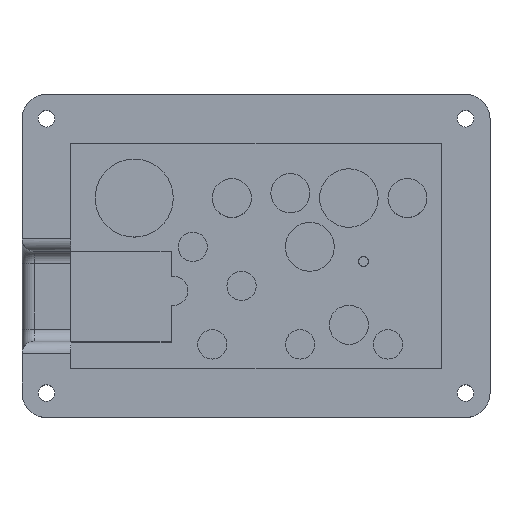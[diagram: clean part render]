
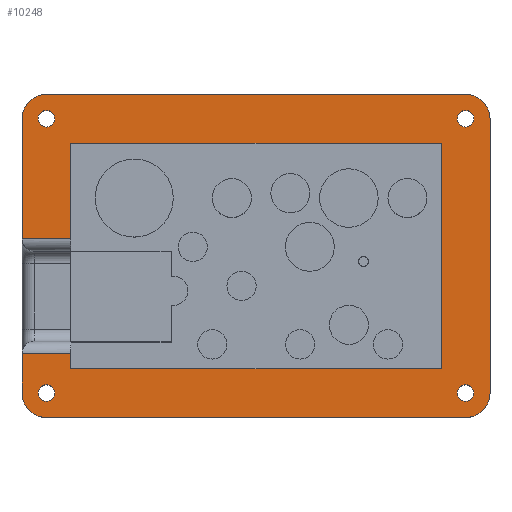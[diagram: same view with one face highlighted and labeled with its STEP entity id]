
A CAD part, top view. The second image highlights one B-rep face of the part: STEP entity #10248.
In plain terms, the highlighted planar face has unit normal (0, 0, 1).
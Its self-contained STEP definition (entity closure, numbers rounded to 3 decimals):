
#1099=FACE_BOUND('',#1980,.T.);
#1100=FACE_BOUND('',#1981,.T.);
#1101=FACE_BOUND('',#1982,.T.);
#1102=FACE_BOUND('',#1983,.T.);
#1147=PLANE('',#10882);
#1375=FACE_OUTER_BOUND('',#1979,.T.);
#1979=EDGE_LOOP('',(#7053,#7054,#7055,#7056,#7057,#7058,#7059,#7060,#7061,
#7062,#7063,#7064,#7065,#7066,#7067,#7068));
#1980=EDGE_LOOP('',(#7069));
#1981=EDGE_LOOP('',(#7070));
#1982=EDGE_LOOP('',(#7071));
#1983=EDGE_LOOP('',(#7072));
#2634=CIRCLE('',#10883,5.);
#2635=CIRCLE('',#10884,5.);
#2636=CIRCLE('',#10885,5.);
#2637=CIRCLE('',#10886,5.);
#2638=CIRCLE('',#10887,1.7);
#2639=CIRCLE('',#10888,1.7);
#2640=CIRCLE('',#10889,1.7);
#2641=CIRCLE('',#10890,1.7);
#2686=LINE('',#12647,#3515);
#2693=LINE('',#12687,#3522);
#2700=LINE('',#12703,#3529);
#2704=LINE('',#12710,#3533);
#2705=LINE('',#12715,#3534);
#2706=LINE('',#12719,#3535);
#2707=LINE('',#12723,#3536);
#2708=LINE('',#12726,#3537);
#2709=LINE('',#12728,#3538);
#2710=LINE('',#12730,#3539);
#2711=LINE('',#12732,#3540);
#2712=LINE('',#12733,#3541);
#3515=VECTOR('',#11180,10.);
#3522=VECTOR('',#11221,10.);
#3529=VECTOR('',#11240,10.);
#3533=VECTOR('',#11244,10.);
#3534=VECTOR('',#11249,10.);
#3535=VECTOR('',#11252,10.);
#3536=VECTOR('',#11255,10.);
#3537=VECTOR('',#11258,10.);
#3538=VECTOR('',#11259,10.);
#3539=VECTOR('',#11260,10.);
#3540=VECTOR('',#11261,10.);
#3541=VECTOR('',#11262,10.);
#4344=VERTEX_POINT('',#12645);
#4345=VERTEX_POINT('',#12646);
#4360=VERTEX_POINT('',#12684);
#4361=VERTEX_POINT('',#12686);
#4364=VERTEX_POINT('',#12702);
#4367=VERTEX_POINT('',#12708);
#4368=VERTEX_POINT('',#12712);
#4369=VERTEX_POINT('',#12714);
#4370=VERTEX_POINT('',#12716);
#4371=VERTEX_POINT('',#12718);
#4372=VERTEX_POINT('',#12720);
#4373=VERTEX_POINT('',#12722);
#4374=VERTEX_POINT('',#12725);
#4375=VERTEX_POINT('',#12727);
#4376=VERTEX_POINT('',#12729);
#4377=VERTEX_POINT('',#12731);
#4378=VERTEX_POINT('',#12734);
#4379=VERTEX_POINT('',#12736);
#4380=VERTEX_POINT('',#12738);
#4381=VERTEX_POINT('',#12740);
#5408=EDGE_CURVE('',#4344,#4345,#2686,.T.);
#5427=EDGE_CURVE('',#4360,#4361,#2693,.T.);
#5436=EDGE_CURVE('',#4364,#4361,#2700,.T.);
#5440=EDGE_CURVE('',#4344,#4367,#2704,.T.);
#5441=EDGE_CURVE('',#4368,#4367,#2634,.T.);
#5442=EDGE_CURVE('',#4368,#4369,#2705,.T.);
#5443=EDGE_CURVE('',#4370,#4369,#2635,.T.);
#5444=EDGE_CURVE('',#4370,#4371,#2706,.T.);
#5445=EDGE_CURVE('',#4372,#4371,#2636,.T.);
#5446=EDGE_CURVE('',#4372,#4373,#2707,.T.);
#5447=EDGE_CURVE('',#4364,#4373,#2637,.T.);
#5448=EDGE_CURVE('',#4360,#4374,#2708,.T.);
#5449=EDGE_CURVE('',#4374,#4375,#2709,.T.);
#5450=EDGE_CURVE('',#4375,#4376,#2710,.T.);
#5451=EDGE_CURVE('',#4376,#4377,#2711,.T.);
#5452=EDGE_CURVE('',#4377,#4345,#2712,.T.);
#5453=EDGE_CURVE('',#4378,#4378,#2638,.T.);
#5454=EDGE_CURVE('',#4379,#4379,#2639,.T.);
#5455=EDGE_CURVE('',#4380,#4380,#2640,.T.);
#5456=EDGE_CURVE('',#4381,#4381,#2641,.T.);
#7053=ORIENTED_EDGE('',*,*,#5408,.F.);
#7054=ORIENTED_EDGE('',*,*,#5440,.T.);
#7055=ORIENTED_EDGE('',*,*,#5441,.F.);
#7056=ORIENTED_EDGE('',*,*,#5442,.T.);
#7057=ORIENTED_EDGE('',*,*,#5443,.F.);
#7058=ORIENTED_EDGE('',*,*,#5444,.T.);
#7059=ORIENTED_EDGE('',*,*,#5445,.F.);
#7060=ORIENTED_EDGE('',*,*,#5446,.T.);
#7061=ORIENTED_EDGE('',*,*,#5447,.F.);
#7062=ORIENTED_EDGE('',*,*,#5436,.T.);
#7063=ORIENTED_EDGE('',*,*,#5427,.F.);
#7064=ORIENTED_EDGE('',*,*,#5448,.T.);
#7065=ORIENTED_EDGE('',*,*,#5449,.T.);
#7066=ORIENTED_EDGE('',*,*,#5450,.T.);
#7067=ORIENTED_EDGE('',*,*,#5451,.T.);
#7068=ORIENTED_EDGE('',*,*,#5452,.T.);
#7069=ORIENTED_EDGE('',*,*,#5453,.T.);
#7070=ORIENTED_EDGE('',*,*,#5454,.T.);
#7071=ORIENTED_EDGE('',*,*,#5455,.T.);
#7072=ORIENTED_EDGE('',*,*,#5456,.T.);
#10248=ADVANCED_FACE('',(#1375,#1099,#1100,#1101,#1102),#1147,.T.);
#10882=AXIS2_PLACEMENT_3D('',#12711,#11245,#11246);
#10883=AXIS2_PLACEMENT_3D('',#12713,#11247,#11248);
#10884=AXIS2_PLACEMENT_3D('',#12717,#11250,#11251);
#10885=AXIS2_PLACEMENT_3D('',#12721,#11253,#11254);
#10886=AXIS2_PLACEMENT_3D('',#12724,#11256,#11257);
#10887=AXIS2_PLACEMENT_3D('',#12735,#11263,#11264);
#10888=AXIS2_PLACEMENT_3D('',#12737,#11265,#11266);
#10889=AXIS2_PLACEMENT_3D('',#12739,#11267,#11268);
#10890=AXIS2_PLACEMENT_3D('',#12741,#11269,#11270);
#11180=DIRECTION('',(1.,0.,0.));
#11221=DIRECTION('',(-1.,0.,0.));
#11240=DIRECTION('',(0.,-1.,0.));
#11244=DIRECTION('',(0.,-1.,0.));
#11245=DIRECTION('center_axis',(0.,0.,1.));
#11246=DIRECTION('ref_axis',(-1.,0.,0.));
#11247=DIRECTION('center_axis',(0.,0.,-1.));
#11248=DIRECTION('ref_axis',(-0.707,-0.707,0.));
#11249=DIRECTION('',(1.,0.,0.));
#11250=DIRECTION('center_axis',(0.,0.,-1.));
#11251=DIRECTION('ref_axis',(0.707,-0.707,0.));
#11252=DIRECTION('',(0.,1.,0.));
#11253=DIRECTION('center_axis',(0.,0.,-1.));
#11254=DIRECTION('ref_axis',(0.707,0.707,0.));
#11255=DIRECTION('',(-1.,0.,0.));
#11256=DIRECTION('center_axis',(0.,0.,-1.));
#11257=DIRECTION('ref_axis',(-0.707,0.707,0.));
#11258=DIRECTION('',(0.,1.,0.));
#11259=DIRECTION('',(1.,0.,0.));
#11260=DIRECTION('',(0.,-1.,0.));
#11261=DIRECTION('',(-1.,0.,0.));
#11262=DIRECTION('',(0.,1.,0.));
#11263=DIRECTION('center_axis',(0.,0.,-1.));
#11264=DIRECTION('ref_axis',(-1.,0.,0.));
#11265=DIRECTION('center_axis',(0.,0.,-1.));
#11266=DIRECTION('ref_axis',(-1.,0.,0.));
#11267=DIRECTION('center_axis',(0.,0.,-1.));
#11268=DIRECTION('ref_axis',(-1.,0.,0.));
#11269=DIRECTION('center_axis',(0.,0.,-1.));
#11270=DIRECTION('ref_axis',(-1.,0.,0.));
#12645=CARTESIAN_POINT('',(-35.,-21.884,13.));
#12646=CARTESIAN_POINT('',(-25.,-21.884,13.));
#12647=CARTESIAN_POINT('',(15.46,-21.884,13.));
#12684=CARTESIAN_POINT('',(-25.,1.616,13.));
#12686=CARTESIAN_POINT('',(-35.,1.616,13.));
#12687=CARTESIAN_POINT('',(10.46,1.616,13.));
#12702=CARTESIAN_POINT('',(-35.,26.244,13.));
#12703=CARTESIAN_POINT('',(-35.,-35.,13.));
#12708=CARTESIAN_POINT('',(-35.,-30.,13.));
#12710=CARTESIAN_POINT('',(-35.,-35.,13.));
#12711=CARTESIAN_POINT('Origin',(55.92,-30.,13.));
#12712=CARTESIAN_POINT('',(-30.,-35.,13.));
#12713=CARTESIAN_POINT('Origin',(-30.,-30.,13.));
#12714=CARTESIAN_POINT('',(55.92,-35.,13.));
#12715=CARTESIAN_POINT('',(60.92,-35.,13.));
#12716=CARTESIAN_POINT('',(60.92,-30.,13.));
#12717=CARTESIAN_POINT('Origin',(55.92,-30.,13.));
#12718=CARTESIAN_POINT('',(60.92,26.244,13.));
#12719=CARTESIAN_POINT('',(60.92,31.244,13.));
#12720=CARTESIAN_POINT('',(55.92,31.244,13.));
#12721=CARTESIAN_POINT('Origin',(55.92,26.244,13.));
#12722=CARTESIAN_POINT('',(-30.,31.244,13.));
#12723=CARTESIAN_POINT('',(-35.,31.244,13.));
#12724=CARTESIAN_POINT('Origin',(-30.,26.244,13.));
#12725=CARTESIAN_POINT('',(-25.,21.244,13.));
#12726=CARTESIAN_POINT('',(-25.,21.244,13.));
#12727=CARTESIAN_POINT('',(50.92,21.244,13.));
#12728=CARTESIAN_POINT('',(50.92,21.244,13.));
#12729=CARTESIAN_POINT('',(50.92,-25.,13.));
#12730=CARTESIAN_POINT('',(50.92,-25.,13.));
#12731=CARTESIAN_POINT('',(-25.,-25.,13.));
#12732=CARTESIAN_POINT('',(-25.,-25.,13.));
#12733=CARTESIAN_POINT('',(-25.,21.244,13.));
#12734=CARTESIAN_POINT('',(-28.3,26.244,13.));
#12735=CARTESIAN_POINT('Origin',(-30.,26.244,13.));
#12736=CARTESIAN_POINT('',(-28.3,-30.,13.));
#12737=CARTESIAN_POINT('Origin',(-30.,-30.,13.));
#12738=CARTESIAN_POINT('',(57.62,26.244,13.));
#12739=CARTESIAN_POINT('Origin',(55.92,26.244,13.));
#12740=CARTESIAN_POINT('',(57.62,-30.,13.));
#12741=CARTESIAN_POINT('Origin',(55.92,-30.,13.));
